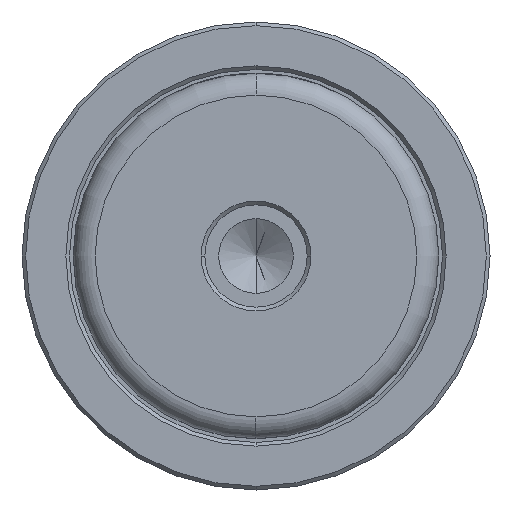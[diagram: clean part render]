
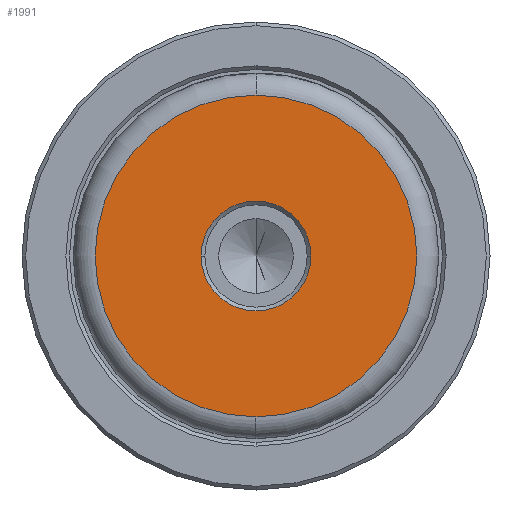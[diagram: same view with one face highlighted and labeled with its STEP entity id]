
A CAD part, left-side view. The second image highlights one B-rep face of the part: STEP entity #1991.
In plain terms, the highlighted planar face has unit normal (-1, 0, 0).
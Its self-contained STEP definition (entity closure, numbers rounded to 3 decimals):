
#196 = PLANE ( 'NONE',  #1938 ) ;
#206 = CARTESIAN_POINT ( 'NONE',  ( 0., 0., 0. ) ) ;
#254 = FACE_BOUND ( 'NONE', #2075, .T. ) ;
#272 = VERTEX_POINT ( 'NONE', #2344 ) ;
#315 = VERTEX_POINT ( 'NONE', #549 ) ;
#395 = CARTESIAN_POINT ( 'NONE',  ( 0., 0., 0. ) ) ;
#409 = DIRECTION ( 'NONE',  ( 0., 0., 1. ) ) ;
#496 = ORIENTED_EDGE ( 'NONE', *, *, #2181, .T. ) ;
#549 = CARTESIAN_POINT ( 'NONE',  ( 0., 7.5, 0. ) ) ;
#576 = EDGE_CURVE ( 'NONE', #1203, #315, #1287, .T. ) ;
#608 = DIRECTION ( 'NONE',  ( -1., 0., 0. ) ) ;
#718 = AXIS2_PLACEMENT_3D ( 'NONE', #1200, #2606, #1405 ) ;
#741 = EDGE_LOOP ( 'NONE', ( #1599, #496 ) ) ;
#794 = AXIS2_PLACEMENT_3D ( 'NONE', #1831, #608, #2039 ) ;
#818 = DIRECTION ( 'NONE',  ( 0., 0., 1. ) ) ;
#875 = CARTESIAN_POINT ( 'NONE',  ( 0., 0., 0. ) ) ;
#993 = CIRCLE ( 'NONE', #718, 21.997 ) ;
#1081 = DIRECTION ( 'NONE',  ( 0., 0., 1. ) ) ;
#1103 = EDGE_CURVE ( 'NONE', #315, #1203, #1378, .T. ) ;
#1200 = CARTESIAN_POINT ( 'NONE',  ( 0., 0., 0. ) ) ;
#1203 = VERTEX_POINT ( 'NONE', #1335 ) ;
#1287 = CIRCLE ( 'NONE', #1353, 7.5 ) ;
#1310 = ORIENTED_EDGE ( 'NONE', *, *, #576, .T. ) ;
#1335 = CARTESIAN_POINT ( 'NONE',  ( 0., -7.5, 0. ) ) ;
#1353 = AXIS2_PLACEMENT_3D ( 'NONE', #206, #1641, #409 ) ;
#1378 = CIRCLE ( 'NONE', #1759, 7.5 ) ;
#1405 = DIRECTION ( 'NONE',  ( 0., 0., 1. ) ) ;
#1572 = CIRCLE ( 'NONE', #794, 21.997 ) ;
#1599 = ORIENTED_EDGE ( 'NONE', *, *, #1915, .T. ) ;
#1641 = DIRECTION ( 'NONE',  ( 1., 0., 0. ) ) ;
#1759 = AXIS2_PLACEMENT_3D ( 'NONE', #875, #2288, #1081 ) ;
#1831 = CARTESIAN_POINT ( 'NONE',  ( 0., 0., 0. ) ) ;
#1915 = EDGE_CURVE ( 'NONE', #2590, #272, #993, .T. ) ;
#1938 = AXIS2_PLACEMENT_3D ( 'NONE', #395, #2038, #818 ) ;
#1991 = ADVANCED_FACE ( 'NONE', ( #254, #2357 ), #196, .T. ) ;
#2038 = DIRECTION ( 'NONE',  ( -1., 0., 0. ) ) ;
#2039 = DIRECTION ( 'NONE',  ( 0., 0., 1. ) ) ;
#2075 = EDGE_LOOP ( 'NONE', ( #1310, #2308 ) ) ;
#2088 = CARTESIAN_POINT ( 'NONE',  ( 0., 0., 21.997 ) ) ;
#2181 = EDGE_CURVE ( 'NONE', #272, #2590, #1572, .T. ) ;
#2288 = DIRECTION ( 'NONE',  ( 1., 0., 0. ) ) ;
#2308 = ORIENTED_EDGE ( 'NONE', *, *, #1103, .T. ) ;
#2344 = CARTESIAN_POINT ( 'NONE',  ( 0., 0., -21.997 ) ) ;
#2357 = FACE_OUTER_BOUND ( 'NONE', #741, .T. ) ;
#2590 = VERTEX_POINT ( 'NONE', #2088 ) ;
#2606 = DIRECTION ( 'NONE',  ( -1., 0., 0. ) ) ;
